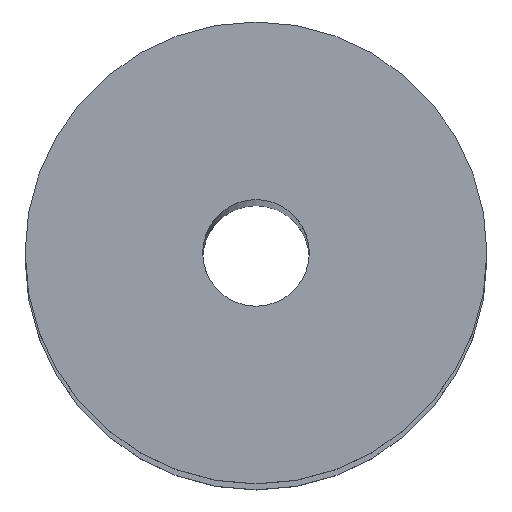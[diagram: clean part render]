
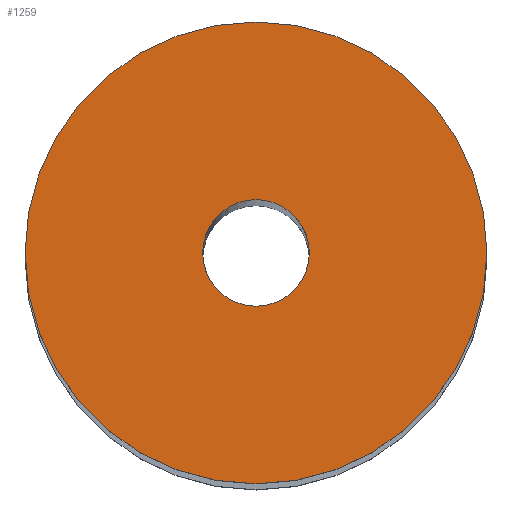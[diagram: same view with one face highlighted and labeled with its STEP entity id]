
A CAD part, top view. The second image highlights one B-rep face of the part: STEP entity #1259.
In plain terms, the highlighted planar face has unit normal (0, 0, 1).
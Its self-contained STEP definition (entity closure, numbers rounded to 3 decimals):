
#41 = DIRECTION ( 'NONE',  ( 0., 0., -1. ) ) ;
#83 = AXIS2_PLACEMENT_3D ( 'NONE', #1154, #41, #661 ) ;
#86 = PLANE ( 'NONE',  #132 ) ;
#101 = CARTESIAN_POINT ( 'NONE',  ( 3., 0., 199. ) ) ;
#115 = ORIENTED_EDGE ( 'NONE', *, *, #571, .F. ) ;
#132 = AXIS2_PLACEMENT_3D ( 'NONE', #800, #1215, #820 ) ;
#263 = CARTESIAN_POINT ( 'NONE',  ( 0., 0., 199. ) ) ;
#312 = EDGE_CURVE ( 'NONE', #318, #356, #732, .T. ) ;
#318 = VERTEX_POINT ( 'NONE', #101 ) ;
#348 = CIRCLE ( 'NONE', #667, 3. ) ;
#356 = VERTEX_POINT ( 'NONE', #1014 ) ;
#363 = DIRECTION ( 'NONE',  ( 1., 0., 0. ) ) ;
#402 = CARTESIAN_POINT ( 'NONE',  ( 0., 0., 199. ) ) ;
#434 = DIRECTION ( 'NONE',  ( -1., 0., 0. ) ) ;
#466 = DIRECTION ( 'NONE',  ( 0., 0., 1. ) ) ;
#545 = CIRCLE ( 'NONE', #83, 13. ) ;
#547 = CARTESIAN_POINT ( 'NONE',  ( -13., 0., 199. ) ) ;
#571 = EDGE_CURVE ( 'NONE', #690, #909, #545, .T. ) ;
#611 = ORIENTED_EDGE ( 'NONE', *, *, #312, .F. ) ;
#651 = EDGE_CURVE ( 'NONE', #909, #690, #801, .T. ) ;
#652 = EDGE_LOOP ( 'NONE', ( #115, #1084 ) ) ;
#661 = DIRECTION ( 'NONE',  ( -1., 0., 0. ) ) ;
#667 = AXIS2_PLACEMENT_3D ( 'NONE', #263, #466, #363 ) ;
#690 = VERTEX_POINT ( 'NONE', #868 ) ;
#721 = DIRECTION ( 'NONE',  ( 1., 0., 0. ) ) ;
#732 = CIRCLE ( 'NONE', #763, 3. ) ;
#741 = EDGE_LOOP ( 'NONE', ( #1161, #611 ) ) ;
#763 = AXIS2_PLACEMENT_3D ( 'NONE', #402, #810, #721 ) ;
#766 = DIRECTION ( 'NONE',  ( 0., 0., -1. ) ) ;
#800 = CARTESIAN_POINT ( 'NONE',  ( 0., 0., 199. ) ) ;
#801 = CIRCLE ( 'NONE', #1169, 13. ) ;
#810 = DIRECTION ( 'NONE',  ( 0., 0., 1. ) ) ;
#820 = DIRECTION ( 'NONE',  ( 1., 0., 0. ) ) ;
#868 = CARTESIAN_POINT ( 'NONE',  ( 13., 0., 199. ) ) ;
#909 = VERTEX_POINT ( 'NONE', #547 ) ;
#1014 = CARTESIAN_POINT ( 'NONE',  ( -3., 0., 199. ) ) ;
#1027 = FACE_BOUND ( 'NONE', #741, .T. ) ;
#1070 = CARTESIAN_POINT ( 'NONE',  ( 0., 0., 199. ) ) ;
#1084 = ORIENTED_EDGE ( 'NONE', *, *, #651, .F. ) ;
#1139 = FACE_OUTER_BOUND ( 'NONE', #652, .T. ) ;
#1154 = CARTESIAN_POINT ( 'NONE',  ( 0., 0., 199. ) ) ;
#1161 = ORIENTED_EDGE ( 'NONE', *, *, #1193, .F. ) ;
#1169 = AXIS2_PLACEMENT_3D ( 'NONE', #1070, #766, #434 ) ;
#1193 = EDGE_CURVE ( 'NONE', #356, #318, #348, .T. ) ;
#1215 = DIRECTION ( 'NONE',  ( 0., 0., 1. ) ) ;
#1259 = ADVANCED_FACE ( 'NONE', ( #1027, #1139 ), #86, .T. ) ;
